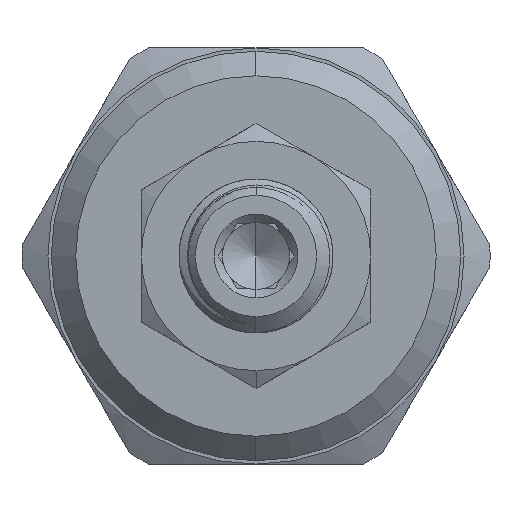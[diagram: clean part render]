
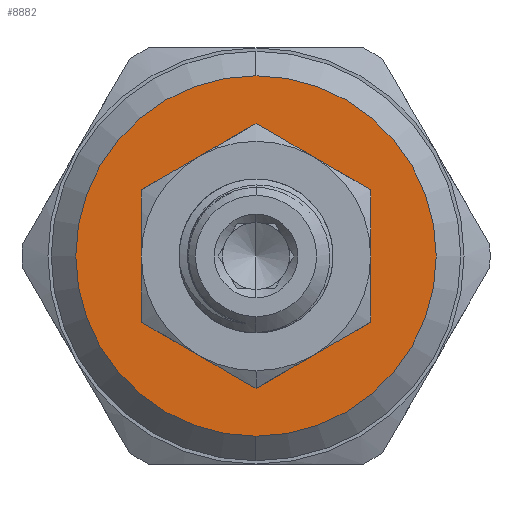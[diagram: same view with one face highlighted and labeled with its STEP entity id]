
A CAD part, left-side view. The second image highlights one B-rep face of the part: STEP entity #8882.
In plain terms, the highlighted planar face has unit normal (-1, 0, 0).
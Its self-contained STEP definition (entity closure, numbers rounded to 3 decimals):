
#826 = EDGE_CURVE ( 'NONE', #5807, #5995, #2177, .T. ) ;
#916 = EDGE_CURVE ( 'NONE', #6308, #6289, #1758, .T. ) ;
#963 = EDGE_LOOP ( 'NONE', ( #6519, #6776, #7131, #7223, #6635, #6975, #6740 ) ) ;
#991 = EDGE_LOOP ( 'NONE', ( #7046, #7038 ) ) ;
#1081 = CARTESIAN_POINT ( 'NONE',  ( -17.558, 3.439, 6.062 ) ) ;
#1378 = DIRECTION ( 'NONE',  ( -1., 0., 0. ) ) ;
#1418 = CARTESIAN_POINT ( 'NONE',  ( -17.558, -7.061, 0. ) ) ;
#1467 = DIRECTION ( 'NONE',  ( 0., 0., -1. ) ) ;
#1481 = CARTESIAN_POINT ( 'NONE',  ( -17.558, -0.061, 0. ) ) ;
#1538 = DIRECTION ( 'NONE',  ( 0., 0., -1. ) ) ;
#1540 = CARTESIAN_POINT ( 'NONE',  ( -17.558, -0.061, 0. ) ) ;
#1571 = DIRECTION ( 'NONE',  ( 1., 0., 0. ) ) ;
#1758 = CIRCLE ( 'NONE', #8759, 11. ) ;
#1798 = CIRCLE ( 'NONE', #2737, 7. ) ;
#1984 = FACE_BOUND ( 'NONE', #963, .T. ) ;
#2177 = CIRCLE ( 'NONE', #8724, 7. ) ;
#2398 = FACE_OUTER_BOUND ( 'NONE', #991, .T. ) ;
#2639 = AXIS2_PLACEMENT_3D ( 'NONE', #10850, #10851, #10852 ) ;
#2654 = AXIS2_PLACEMENT_3D ( 'NONE', #10687, #10688, #10689 ) ;
#2690 = AXIS2_PLACEMENT_3D ( 'NONE', #10811, #10812, #10813 ) ;
#2712 = AXIS2_PLACEMENT_3D ( 'NONE', #10857, #10858, #10859 ) ;
#2721 = AXIS2_PLACEMENT_3D ( 'NONE', #10806, #10807, #10808 ) ;
#2737 = AXIS2_PLACEMENT_3D ( 'NONE', #5047, #5048, #5049 ) ;
#2748 = AXIS2_PLACEMENT_3D ( 'NONE', #11129, #11130, #11131 ) ;
#3847 = PLANE ( 'NONE',  #10501 ) ;
#3994 = CARTESIAN_POINT ( 'NONE',  ( -17.558, -0.061, 0. ) ) ;
#4095 = DIRECTION ( 'NONE',  ( -1., 0., 0. ) ) ;
#4112 = CARTESIAN_POINT ( 'NONE',  ( -17.558, 3.439, -6.062 ) ) ;
#4164 = DIRECTION ( 'NONE',  ( 0., 0., 1. ) ) ;
#5047 = CARTESIAN_POINT ( 'NONE',  ( -17.558, -0.061, 0. ) ) ;
#5048 = DIRECTION ( 'NONE',  ( -1., 0., 0. ) ) ;
#5049 = DIRECTION ( 'NONE',  ( 0., 0., -1. ) ) ;
#5325 = VERTEX_POINT ( 'NONE', #1081 ) ;
#5807 = VERTEX_POINT ( 'NONE', #1418 ) ;
#5995 = VERTEX_POINT ( 'NONE', #12005 ) ;
#6060 = VERTEX_POINT ( 'NONE', #11698 ) ;
#6218 = VERTEX_POINT ( 'NONE', #11703 ) ;
#6289 = VERTEX_POINT ( 'NONE', #11716 ) ;
#6305 = VERTEX_POINT ( 'NONE', #11771 ) ;
#6308 = VERTEX_POINT ( 'NONE', #11710 ) ;
#6368 = VERTEX_POINT ( 'NONE', #4112 ) ;
#6519 = ORIENTED_EDGE ( 'NONE', *, *, #10175, .F. ) ;
#6635 = ORIENTED_EDGE ( 'NONE', *, *, #10201, .F. ) ;
#6740 = ORIENTED_EDGE ( 'NONE', *, *, #826, .F. ) ;
#6776 = ORIENTED_EDGE ( 'NONE', *, *, #10204, .F. ) ;
#6975 = ORIENTED_EDGE ( 'NONE', *, *, #9374, .F. ) ;
#7038 = ORIENTED_EDGE ( 'NONE', *, *, #10244, .F. ) ;
#7046 = ORIENTED_EDGE ( 'NONE', *, *, #916, .F. ) ;
#7131 = ORIENTED_EDGE ( 'NONE', *, *, #10188, .T. ) ;
#7223 = ORIENTED_EDGE ( 'NONE', *, *, #10187, .F. ) ;
#8724 = AXIS2_PLACEMENT_3D ( 'NONE', #1481, #1378, #1467 ) ;
#8759 = AXIS2_PLACEMENT_3D ( 'NONE', #1540, #1571, #1538 ) ;
#8882 = ADVANCED_FACE ( 'NONE', ( #2398, #1984 ), #3847, .T. ) ;
#9374 = EDGE_CURVE ( 'NONE', #5995, #6218, #1798, .T. ) ;
#9517 = CIRCLE ( 'NONE', #2654, 7. ) ;
#9599 = CIRCLE ( 'NONE', #2690, 7. ) ;
#9621 = CIRCLE ( 'NONE', #2721, 7. ) ;
#9701 = CIRCLE ( 'NONE', #2639, 7. ) ;
#9796 = CIRCLE ( 'NONE', #2712, 7. ) ;
#9918 = CIRCLE ( 'NONE', #2748, 11. ) ;
#10175 = EDGE_CURVE ( 'NONE', #6305, #5807, #9517, .T. ) ;
#10187 = EDGE_CURVE ( 'NONE', #5325, #6060, #9621, .T. ) ;
#10188 = EDGE_CURVE ( 'NONE', #6368, #6060, #9599, .T. ) ;
#10201 = EDGE_CURVE ( 'NONE', #6218, #5325, #9701, .T. ) ;
#10204 = EDGE_CURVE ( 'NONE', #6368, #6305, #9796, .T. ) ;
#10244 = EDGE_CURVE ( 'NONE', #6289, #6308, #9918, .T. ) ;
#10501 = AXIS2_PLACEMENT_3D ( 'NONE', #3994, #4095, #4164 ) ;
#10687 = CARTESIAN_POINT ( 'NONE',  ( -17.558, -0.061, 0. ) ) ;
#10688 = DIRECTION ( 'NONE',  ( -1., 0., 0. ) ) ;
#10689 = DIRECTION ( 'NONE',  ( 0., 0., -1. ) ) ;
#10806 = CARTESIAN_POINT ( 'NONE',  ( -17.558, -0.061, 0. ) ) ;
#10807 = DIRECTION ( 'NONE',  ( -1., 0., 0. ) ) ;
#10808 = DIRECTION ( 'NONE',  ( 0., 0., -1. ) ) ;
#10811 = CARTESIAN_POINT ( 'NONE',  ( -17.558, -0.061, 0. ) ) ;
#10812 = DIRECTION ( 'NONE',  ( 1., 0., 0. ) ) ;
#10813 = DIRECTION ( 'NONE',  ( 0., 0., -1. ) ) ;
#10850 = CARTESIAN_POINT ( 'NONE',  ( -17.558, -0.061, 0. ) ) ;
#10851 = DIRECTION ( 'NONE',  ( -1., 0., 0. ) ) ;
#10852 = DIRECTION ( 'NONE',  ( 0., 0., -1. ) ) ;
#10857 = CARTESIAN_POINT ( 'NONE',  ( -17.558, -0.061, 0. ) ) ;
#10858 = DIRECTION ( 'NONE',  ( -1., 0., 0. ) ) ;
#10859 = DIRECTION ( 'NONE',  ( 0., 0., -1. ) ) ;
#11129 = CARTESIAN_POINT ( 'NONE',  ( -17.558, -0.061, 0. ) ) ;
#11130 = DIRECTION ( 'NONE',  ( 1., 0., 0. ) ) ;
#11131 = DIRECTION ( 'NONE',  ( 0., 0., -1. ) ) ;
#11698 = CARTESIAN_POINT ( 'NONE',  ( -17.558, 6.939, 0. ) ) ;
#11703 = CARTESIAN_POINT ( 'NONE',  ( -17.558, -0.061, 7. ) ) ;
#11710 = CARTESIAN_POINT ( 'NONE',  ( -17.558, -0.061, -11. ) ) ;
#11716 = CARTESIAN_POINT ( 'NONE',  ( -17.558, -0.061, 11. ) ) ;
#11771 = CARTESIAN_POINT ( 'NONE',  ( -17.558, -3.561, -6.062 ) ) ;
#12005 = CARTESIAN_POINT ( 'NONE',  ( -17.558, -3.561, 6.062 ) ) ;
